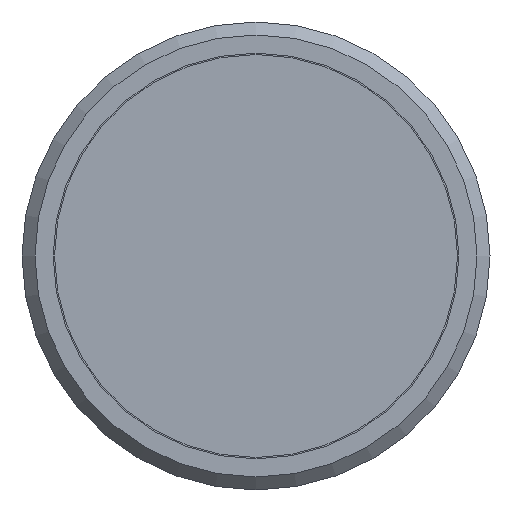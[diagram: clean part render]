
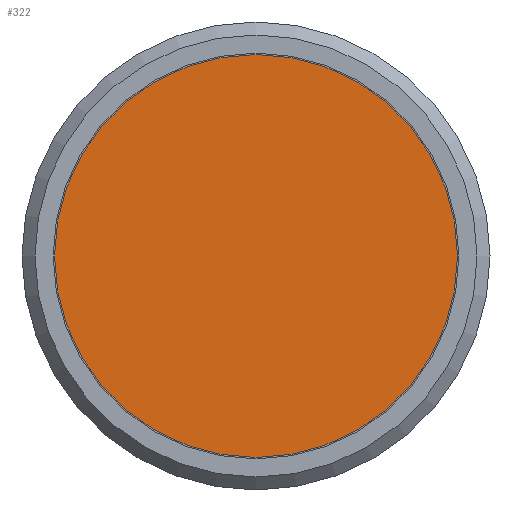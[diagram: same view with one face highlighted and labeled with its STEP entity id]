
A CAD part, front view. The second image highlights one B-rep face of the part: STEP entity #322.
In plain terms, the highlighted planar face has unit normal (0, -1, 0).
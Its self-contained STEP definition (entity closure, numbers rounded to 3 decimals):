
#29=PLANE('',#379);
#45=FACE_OUTER_BOUND('',#70,.T.);
#70=EDGE_LOOP('',(#247));
#94=CIRCLE('',#377,7.75);
#147=VERTEX_POINT('',#614);
#181=EDGE_CURVE('',#147,#147,#94,.T.);
#247=ORIENTED_EDGE('',*,*,#181,.T.);
#322=ADVANCED_FACE('',(#45),#29,.T.);
#377=AXIS2_PLACEMENT_3D('',#615,#457,#458);
#379=AXIS2_PLACEMENT_3D('',#619,#462,#463);
#457=DIRECTION('center_axis',(0.,-1.,0.));
#458=DIRECTION('ref_axis',(1.,0.,0.));
#462=DIRECTION('center_axis',(0.,-1.,0.));
#463=DIRECTION('ref_axis',(0.,0.,-1.));
#614=CARTESIAN_POINT('',(-7.75,-7.,0.));
#615=CARTESIAN_POINT('Origin',(0.,-7.,0.));
#619=CARTESIAN_POINT('Origin',(3.875,-7.,0.));
